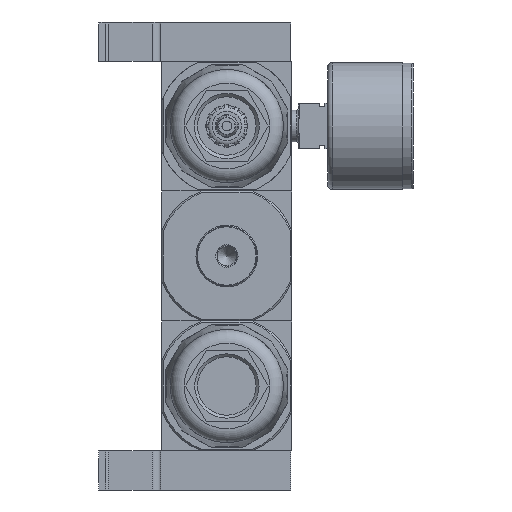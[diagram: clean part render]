
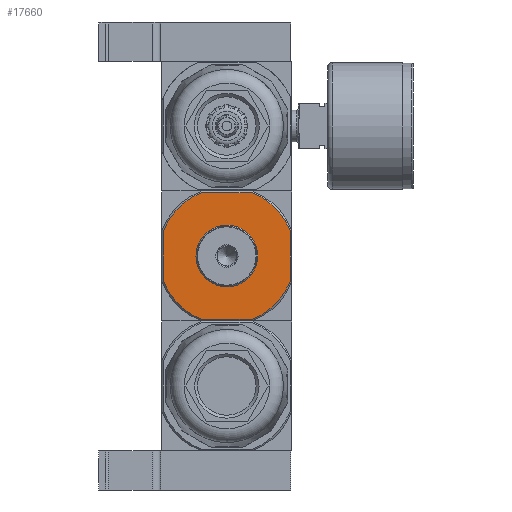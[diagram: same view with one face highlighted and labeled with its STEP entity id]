
A CAD part, front view. The second image highlights one B-rep face of the part: STEP entity #17660.
In plain terms, the highlighted planar face has unit normal (0, -1, 0).
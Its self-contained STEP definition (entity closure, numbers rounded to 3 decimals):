
#1638=CIRCLE('',#24293,9.5);
#1639=CIRCLE('',#24294,21.);
#1640=CIRCLE('',#24295,21.);
#1641=CIRCLE('',#24296,21.);
#1642=CIRCLE('',#24297,21.);
#4826=ORIENTED_EDGE('',*,*,#8524,.F.);
#4827=ORIENTED_EDGE('',*,*,#8525,.T.);
#4828=ORIENTED_EDGE('',*,*,#8526,.F.);
#4829=ORIENTED_EDGE('',*,*,#8520,.T.);
#4830=ORIENTED_EDGE('',*,*,#8527,.F.);
#4831=ORIENTED_EDGE('',*,*,#8528,.F.);
#4832=ORIENTED_EDGE('',*,*,#8529,.F.);
#4833=ORIENTED_EDGE('',*,*,#8530,.F.);
#4834=ORIENTED_EDGE('',*,*,#8531,.F.);
#8520=EDGE_CURVE('',#10644,#10645,#12103,.T.);
#8524=EDGE_CURVE('',#10648,#10648,#1638,.F.);
#8525=EDGE_CURVE('',#10649,#10650,#12105,.T.);
#8526=EDGE_CURVE('',#10644,#10650,#1639,.T.);
#8527=EDGE_CURVE('',#10651,#10645,#1640,.T.);
#8528=EDGE_CURVE('',#10652,#10651,#12106,.T.);
#8529=EDGE_CURVE('',#10653,#10652,#1641,.T.);
#8530=EDGE_CURVE('',#10654,#10653,#12107,.T.);
#8531=EDGE_CURVE('',#10649,#10654,#1642,.T.);
#10644=VERTEX_POINT('',#34115);
#10645=VERTEX_POINT('',#34116);
#10648=VERTEX_POINT('',#34130);
#10649=VERTEX_POINT('',#34132);
#10650=VERTEX_POINT('',#34133);
#10651=VERTEX_POINT('',#34136);
#10652=VERTEX_POINT('',#34138);
#10653=VERTEX_POINT('',#34140);
#10654=VERTEX_POINT('',#34142);
#12103=LINE('',#34114,#13267);
#12105=LINE('',#34131,#13269);
#12106=LINE('',#34137,#13270);
#12107=LINE('',#34141,#13271);
#13267=VECTOR('',#28163,1000.);
#13269=VECTOR('',#28169,1000.);
#13270=VECTOR('',#28174,1000.);
#13271=VECTOR('',#28177,1000.);
#14530=EDGE_LOOP('',(#4826));
#14531=EDGE_LOOP('',(#4827,#4828,#4829,#4830,#4831,#4832,#4833,#4834));
#15912=FACE_BOUND('',#14530,.T.);
#15913=FACE_BOUND('',#14531,.T.);
#16833=PLANE('',#24292);
#17660=ADVANCED_FACE('',(#15912,#15913),#16833,.F.);
#24292=AXIS2_PLACEMENT_3D('',#34128,#28165,#28166);
#24293=AXIS2_PLACEMENT_3D('',#34129,#28167,#28168);
#24294=AXIS2_PLACEMENT_3D('',#34134,#28170,#28171);
#24295=AXIS2_PLACEMENT_3D('',#34135,#28172,#28173);
#24296=AXIS2_PLACEMENT_3D('',#34139,#28175,#28176);
#24297=AXIS2_PLACEMENT_3D('',#34143,#28178,#28179);
#28163=DIRECTION('',(0.,0.,-1.));
#28165=DIRECTION('',(0.,1.,0.));
#28166=DIRECTION('',(0.,0.,1.));
#28167=DIRECTION('',(0.,1.,0.));
#28168=DIRECTION('',(0.,0.,1.));
#28169=DIRECTION('',(-1.,0.,0.));
#28170=DIRECTION('',(0.,1.,0.));
#28171=DIRECTION('',(-1.,0.,0.));
#28172=DIRECTION('',(0.,1.,0.));
#28173=DIRECTION('',(-1.,0.,0.));
#28174=DIRECTION('',(-1.,0.,0.));
#28175=DIRECTION('',(0.,1.,0.));
#28176=DIRECTION('',(-1.,0.,0.));
#28177=DIRECTION('',(0.,0.,-1.));
#28178=DIRECTION('',(0.,1.,0.));
#28179=DIRECTION('',(-1.,0.,0.));
#34114=CARTESIAN_POINT('',(-19.5,-20.,20.));
#34115=CARTESIAN_POINT('',(-19.5,-20.,7.794));
#34116=CARTESIAN_POINT('',(-19.5,-20.,-7.794));
#34128=CARTESIAN_POINT('',(-19.5,-20.,20.));
#34129=CARTESIAN_POINT('',(0.,-20.,0.));
#34130=CARTESIAN_POINT('',(0.,-20.,9.5));
#34131=CARTESIAN_POINT('',(20.,-20.,19.5));
#34132=CARTESIAN_POINT('',(7.794,-20.,19.5));
#34133=CARTESIAN_POINT('',(-7.794,-20.,19.5));
#34134=CARTESIAN_POINT('',(0.,-20.,0.));
#34135=CARTESIAN_POINT('',(0.,-20.,0.));
#34136=CARTESIAN_POINT('',(-7.794,-20.,-19.5));
#34137=CARTESIAN_POINT('',(20.,-20.,-19.5));
#34138=CARTESIAN_POINT('',(7.794,-20.,-19.5));
#34139=CARTESIAN_POINT('',(0.,-20.,0.));
#34140=CARTESIAN_POINT('',(19.5,-20.,-7.794));
#34141=CARTESIAN_POINT('',(19.5,-20.,20.));
#34142=CARTESIAN_POINT('',(19.5,-20.,7.794));
#34143=CARTESIAN_POINT('',(0.,-20.,0.));
